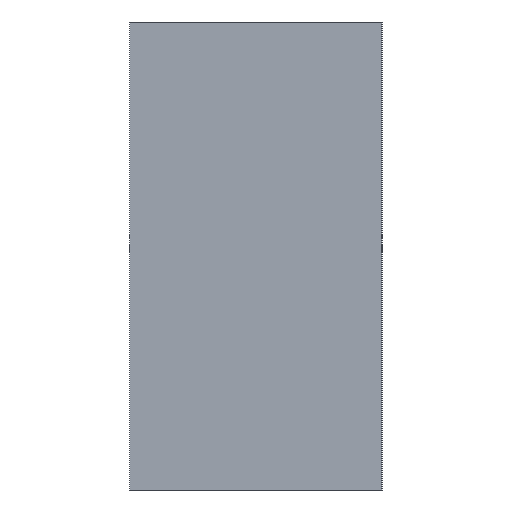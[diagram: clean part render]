
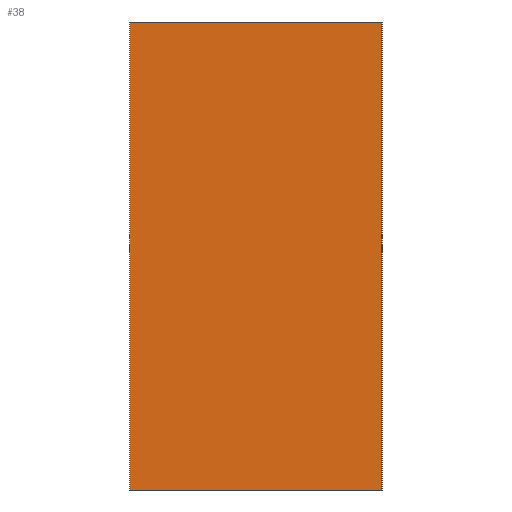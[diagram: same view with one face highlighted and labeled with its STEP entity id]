
A CAD part, left-side view. The second image highlights one B-rep face of the part: STEP entity #38.
In plain terms, the highlighted planar face has unit normal (-1, 0, 0).
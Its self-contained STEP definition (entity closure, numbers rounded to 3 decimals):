
#38 = ADVANCED_FACE( '', ( #76 ), #77, .F. );
#76 = FACE_OUTER_BOUND( '', #113, .T. );
#77 = PLANE( '', #114 );
#113 = EDGE_LOOP( '', ( #153, #154, #155, #156 ) );
#114 = AXIS2_PLACEMENT_3D( '', #157, #158, #159 );
#153 = ORIENTED_EDGE( '', *, *, #208, .T. );
#154 = ORIENTED_EDGE( '', *, *, #209, .F. );
#155 = ORIENTED_EDGE( '', *, *, #210, .F. );
#156 = ORIENTED_EDGE( '', *, *, #198, .T. );
#157 = CARTESIAN_POINT( '', ( -398., 42., 156. ) );
#158 = DIRECTION( '', ( 1., 0., 0. ) );
#159 = DIRECTION( '', ( 0., 0., -1. ) );
#198 = EDGE_CURVE( '', #224, #222, #225, .T. );
#208 = EDGE_CURVE( '', #222, #240, #241, .T. );
#209 = EDGE_CURVE( '', #242, #240, #243, .T. );
#210 = EDGE_CURVE( '', #224, #242, #244, .T. );
#222 = VERTEX_POINT( '', #258 );
#224 = VERTEX_POINT( '', #261 );
#225 = LINE( '', #262, #263 );
#240 = VERTEX_POINT( '', #280 );
#241 = LINE( '', #281, #282 );
#242 = VERTEX_POINT( '', #283 );
#243 = LINE( '', #284, #285 );
#244 = LINE( '', #286, #287 );
#258 = CARTESIAN_POINT( '', ( -398., 42., 0. ) );
#261 = CARTESIAN_POINT( '', ( -398., 42., 156. ) );
#262 = CARTESIAN_POINT( '', ( -398., 42., 156. ) );
#263 = VECTOR( '', #305, 1000. );
#280 = CARTESIAN_POINT( '', ( -398., -42., 0. ) );
#281 = CARTESIAN_POINT( '', ( -398., 42., 0. ) );
#282 = VECTOR( '', #320, 1000. );
#283 = CARTESIAN_POINT( '', ( -398., -42., 156. ) );
#284 = CARTESIAN_POINT( '', ( -398., -42., 156. ) );
#285 = VECTOR( '', #321, 1000. );
#286 = CARTESIAN_POINT( '', ( -398., 42., 156. ) );
#287 = VECTOR( '', #322, 1000. );
#305 = DIRECTION( '', ( 0., 0., -1. ) );
#320 = DIRECTION( '', ( 0., -1., 0. ) );
#321 = DIRECTION( '', ( 0., 0., -1. ) );
#322 = DIRECTION( '', ( 0., -1., 0. ) );
